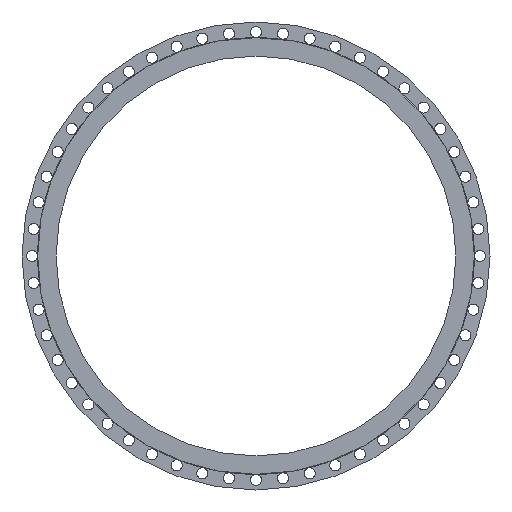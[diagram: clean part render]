
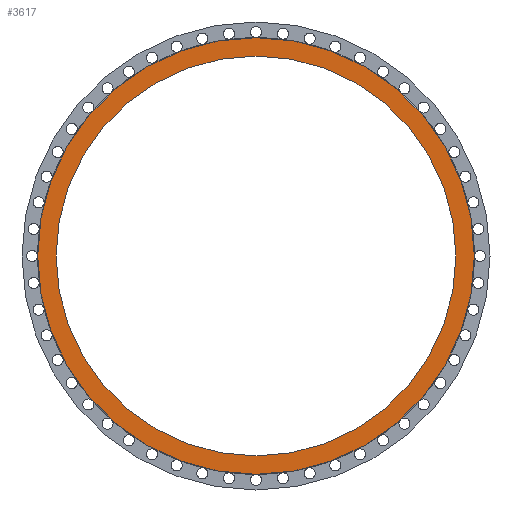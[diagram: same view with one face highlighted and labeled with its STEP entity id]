
A CAD part, left-side view. The second image highlights one B-rep face of the part: STEP entity #3617.
In plain terms, the highlighted planar face has unit normal (-1, 0, 0).
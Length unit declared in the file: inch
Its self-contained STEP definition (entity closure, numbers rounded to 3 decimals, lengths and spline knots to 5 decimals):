
#88 = ORIENTED_EDGE ( 'NONE', *, *, #4060, .T. ) ;
#116 = EDGE_CURVE ( 'NONE', #260, #2253, #1620, .T. ) ;
#180 = CARTESIAN_POINT ( 'NONE',  ( -0.14414, 0., 0. ) ) ;
#200 = AXIS2_PLACEMENT_3D ( 'NONE', #2074, #4896, #3643 ) ;
#260 = VERTEX_POINT ( 'NONE', #500 ) ;
#500 = CARTESIAN_POINT ( 'NONE',  ( -0.14414, 0., 27.125 ) ) ;
#594 = DIRECTION ( 'NONE',  ( 0., 0., 1. ) ) ;
#726 = AXIS2_PLACEMENT_3D ( 'NONE', #3072, #4267, #3850 ) ;
#1174 = ORIENTED_EDGE ( 'NONE', *, *, #4533, .F. ) ;
#1359 = CIRCLE ( 'NONE', #2601, 29.625 ) ;
#1489 = CARTESIAN_POINT ( 'NONE',  ( -0.14414, 0., 29.625 ) ) ;
#1620 = CIRCLE ( 'NONE', #726, 27.125 ) ;
#1699 = DIRECTION ( 'NONE',  ( 0., 0., 1. ) ) ;
#1777 = FACE_OUTER_BOUND ( 'NONE', #1945, .T. ) ;
#1919 = DIRECTION ( 'NONE',  ( 0., 0., 1. ) ) ;
#1945 = EDGE_LOOP ( 'NONE', ( #88, #4718 ) ) ;
#2074 = CARTESIAN_POINT ( 'NONE',  ( -0.14414, 0., 0. ) ) ;
#2181 = EDGE_LOOP ( 'NONE', ( #3995, #1174 ) ) ;
#2182 = AXIS2_PLACEMENT_3D ( 'NONE', #2761, #4667, #1919 ) ;
#2221 = VERTEX_POINT ( 'NONE', #3960 ) ;
#2253 = VERTEX_POINT ( 'NONE', #4724 ) ;
#2437 = CIRCLE ( 'NONE', #2182, 27.125 ) ;
#2601 = AXIS2_PLACEMENT_3D ( 'NONE', #180, #4903, #594 ) ;
#2761 = CARTESIAN_POINT ( 'NONE',  ( -0.14414, 0., 0. ) ) ;
#2900 = FACE_BOUND ( 'NONE', #2181, .T. ) ;
#3072 = CARTESIAN_POINT ( 'NONE',  ( -0.14414, 0., 0. ) ) ;
#3357 = PLANE ( 'NONE',  #4653 ) ;
#3415 = CIRCLE ( 'NONE', #200, 29.625 ) ;
#3617 = ADVANCED_FACE ( 'NONE', ( #1777, #2900 ), #3357, .T. ) ;
#3643 = DIRECTION ( 'NONE',  ( 0., 0., 1. ) ) ;
#3850 = DIRECTION ( 'NONE',  ( 0., 0., 1. ) ) ;
#3960 = CARTESIAN_POINT ( 'NONE',  ( -0.14414, 0., -29.625 ) ) ;
#3995 = ORIENTED_EDGE ( 'NONE', *, *, #116, .F. ) ;
#4060 = EDGE_CURVE ( 'NONE', #4179, #2221, #3415, .T. ) ;
#4179 = VERTEX_POINT ( 'NONE', #1489 ) ;
#4267 = DIRECTION ( 'NONE',  ( -1., 0., 0. ) ) ;
#4459 = EDGE_CURVE ( 'NONE', #2221, #4179, #1359, .T. ) ;
#4468 = CARTESIAN_POINT ( 'NONE',  ( -0.14414, 0., 0. ) ) ;
#4533 = EDGE_CURVE ( 'NONE', #2253, #260, #2437, .T. ) ;
#4653 = AXIS2_PLACEMENT_3D ( 'NONE', #4468, #4930, #1699 ) ;
#4667 = DIRECTION ( 'NONE',  ( -1., 0., 0. ) ) ;
#4718 = ORIENTED_EDGE ( 'NONE', *, *, #4459, .T. ) ;
#4724 = CARTESIAN_POINT ( 'NONE',  ( -0.14414, 0., -27.125 ) ) ;
#4896 = DIRECTION ( 'NONE',  ( -1., 0., 0. ) ) ;
#4903 = DIRECTION ( 'NONE',  ( -1., 0., 0. ) ) ;
#4930 = DIRECTION ( 'NONE',  ( -1., 0., 0. ) ) ;
